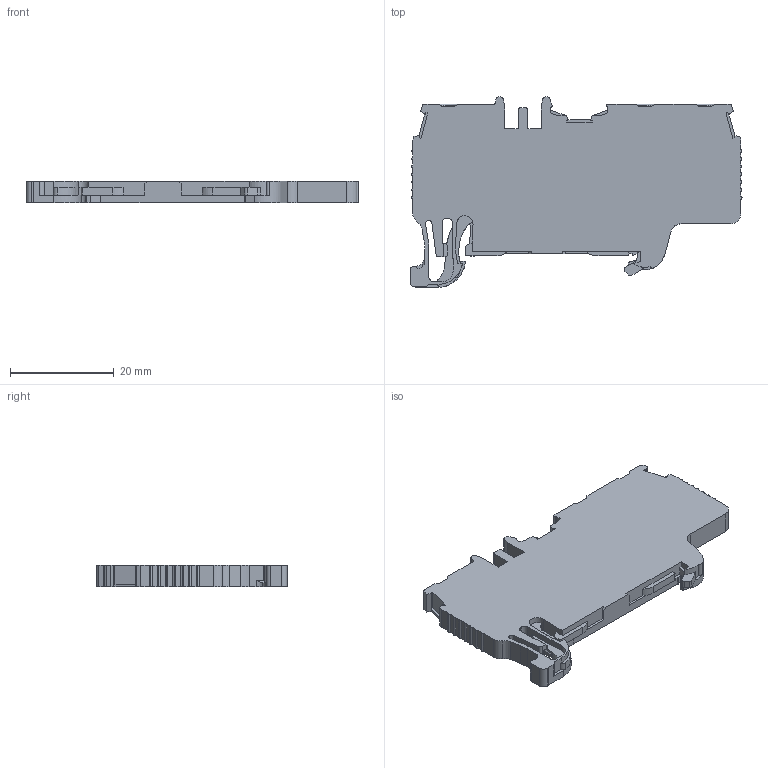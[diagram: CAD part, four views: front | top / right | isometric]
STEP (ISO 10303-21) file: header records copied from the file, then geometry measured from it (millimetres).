
FILE_DESCRIPTION (( 'STEP AP214' ), '1' );
FILE_NAME ('336460_PYK 1.5ET.STP', '2015-08-07T08:30:42', ( '' ), ( '' ), 'SwSTEP 2.0', 'SolidWorks 2015', '' );
FILE_SCHEMA (( 'AUTOMOTIVE_DESIGN' ));
Length unit declared in the file: millimetre
Products named in the file (1): 336460_PYK 1.5ET
Bounding box: 63.93 x 36.62 x 4.2 mm (x, y, z)
Volume: 6934.7 mm3; surface area: 4695.3 mm2
Topology: 1 solids, 1 shells, 389 faces, 1113 edges, 729 vertices
Faces by surface type: plane 223, cylinder 142, cone 22, bspline 2
Entity records: 13966 total; most frequent: CARTESIAN_POINT 2442, ORIENTED_EDGE 2226, DIRECTION 2162, EDGE_CURVE 1113, VECTOR 744, LINE 744, VERTEX_POINT 729, AXIS2_PLACEMENT_3D 709
